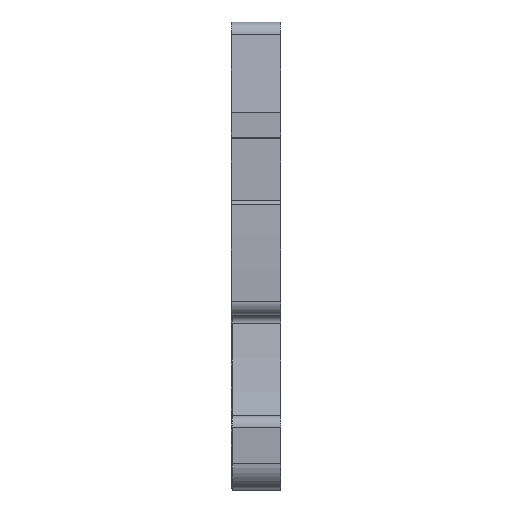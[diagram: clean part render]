
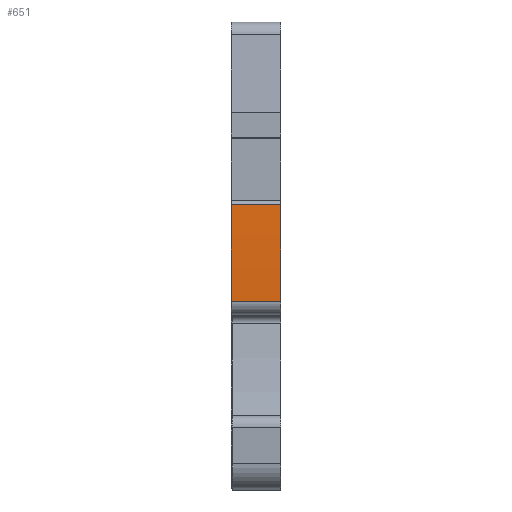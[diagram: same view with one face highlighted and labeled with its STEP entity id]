
A CAD part, front view. The second image highlights one B-rep face of the part: STEP entity #651.
In plain terms, the highlighted cylindrical face has radius 122.182 mm (diameter 244.364 mm), a partial arc.
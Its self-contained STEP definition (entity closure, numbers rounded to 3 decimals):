
#624=AXIS2_PLACEMENT_3D('Cylinder Axis2P3D',#621,#622,#623) ;
#628=AXIS2_PLACEMENT_3D('Circle Axis2P3D',#626,#627,$) ;
#642=AXIS2_PLACEMENT_3D('Circle Axis2P3D',#640,#641,$) ;
#599=CARTESIAN_POINT('Vertex',(0.,1.518,20.35)) ;
#602=CARTESIAN_POINT('Line Origine',(1.75,1.518,20.35)) ;
#606=CARTESIAN_POINT('Vertex',(3.5,1.518,20.35)) ;
#621=CARTESIAN_POINT('Axis2P3D Location',(1.75,123.656,17.05)) ;
#626=CARTESIAN_POINT('Axis2P3D Location',(0.,123.656,17.05)) ;
#630=CARTESIAN_POINT('Vertex',(0.,1.528,13.42)) ;
#633=CARTESIAN_POINT('Line Origine',(3.5,1.528,13.42)) ;
#637=CARTESIAN_POINT('Vertex',(3.5,1.528,13.42)) ;
#640=CARTESIAN_POINT('Axis2P3D Location',(3.5,123.656,17.05)) ;
#603=DIRECTION('Vector Direction',(-1.,0.,0.)) ;
#622=DIRECTION('Axis2P3D Direction',(1.,0.,0.)) ;
#623=DIRECTION('Axis2P3D XDirection',(0.,-0.992,0.126)) ;
#627=DIRECTION('Axis2P3D Direction',(1.,0.,0.)) ;
#634=DIRECTION('Vector Direction',(1.,0.,0.)) ;
#641=DIRECTION('Axis2P3D Direction',(1.,0.,0.)) ;
#604=VECTOR('Line Direction',#603,1.) ;
#635=VECTOR('Line Direction',#634,1.) ;
#646=ORIENTED_EDGE('',*,*,#632,.T.) ;
#647=ORIENTED_EDGE('',*,*,#639,.F.) ;
#648=ORIENTED_EDGE('',*,*,#644,.F.) ;
#649=ORIENTED_EDGE('',*,*,#608,.T.) ;
#651=ADVANCED_FACE('V1',(#650),#625,.T.) ;
#629=CIRCLE('generated circle',#628,122.182) ;
#643=CIRCLE('generated circle',#642,122.182) ;
#625=CYLINDRICAL_SURFACE('generated cylinder',#624,122.182) ;
#608=EDGE_CURVE('',#607,#600,#605,.T.) ;
#632=EDGE_CURVE('',#600,#631,#629,.T.) ;
#639=EDGE_CURVE('',#638,#631,#636,.F.) ;
#644=EDGE_CURVE('',#607,#638,#643,.T.) ;
#645=EDGE_LOOP('',(#646,#647,#648,#649)) ;
#650=FACE_OUTER_BOUND('',#645,.T.) ;
#605=LINE('Line',#602,#604) ;
#636=LINE('Line',#633,#635) ;
#600=VERTEX_POINT('',#599) ;
#607=VERTEX_POINT('',#606) ;
#631=VERTEX_POINT('',#630) ;
#638=VERTEX_POINT('',#637) ;
